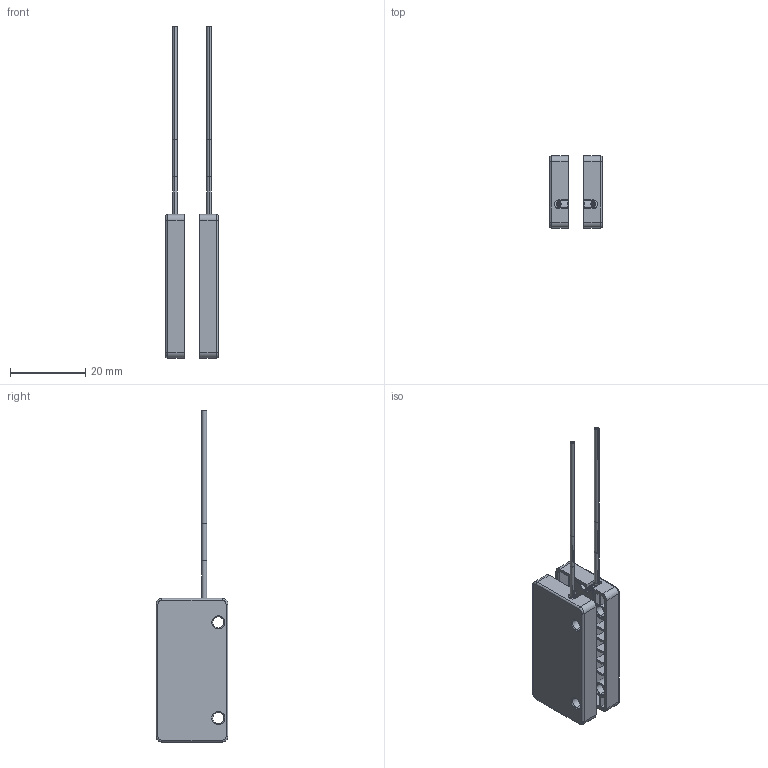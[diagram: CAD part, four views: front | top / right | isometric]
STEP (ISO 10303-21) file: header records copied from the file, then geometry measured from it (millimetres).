
FILE_DESCRIPTION((''),'2;1');
FILE_NAME('193347_ASM','2016-03-02T',('pdmadmin'),(''),'PRO/ENGINEER BY PARAMETRIC TECHNOLOGY CORPORATION, 2013230','PRO/ENGINEER BY PARAMETRIC TECHNOLOGY CORPORATION, 2013230','');
FILE_SCHEMA(('CONFIG_CONTROL_DESIGN'));
Products named in the file (6): 58157_AF0; 58160_AF0; 39413; FIBER_CORE_010_0-25; 74339_ASM; 193347_ASM
Assembly tree (23 placements, depth 3):
  193347_ASM
    74339_ASM
      58157_AF0
      58160_AF0
      39413  x2
      FIBER_CORE_010_0-25  x18
Bounding box: 14 x 19.05 x 88.1 mm (x, y, z)
Volume: 2938.2 mm3; surface area: 7173.6 mm2
Topology: 22 solids, 40 shells, 921 faces, 2415 edges, 1576 vertices
Faces by surface type: plane 587, cylinder 248, bspline 42, torus 26, cone 16, sphere 2
Entity records: 25928 total; most frequent: CARTESIAN_POINT 5549, ORIENTED_EDGE 4214, DIRECTION 4093, EDGE_CURVE 2141, VECTOR 1669, LINE 1669, VERTEX_POINT 1396, AXIS2_PLACEMENT_3D 1212
